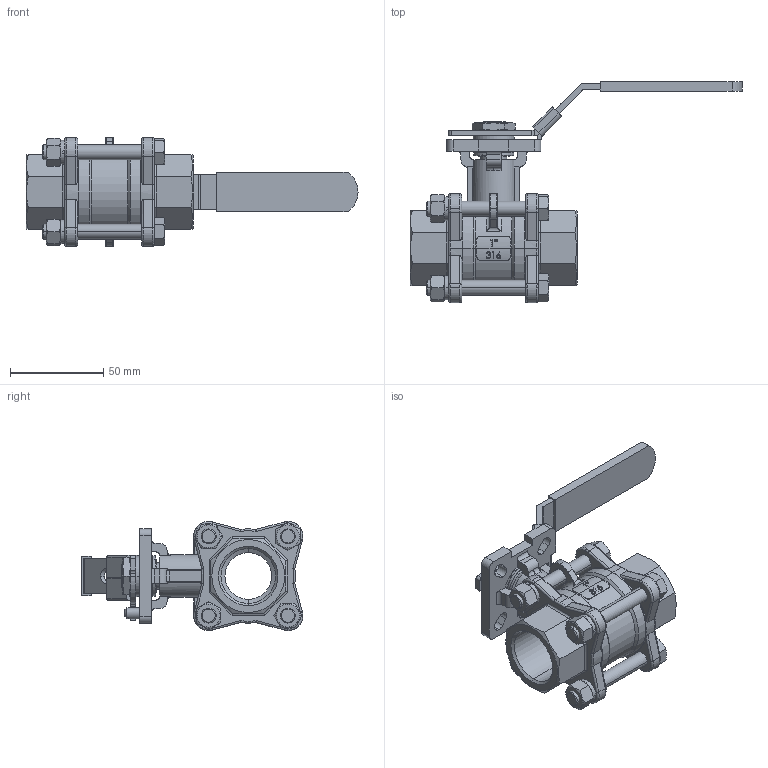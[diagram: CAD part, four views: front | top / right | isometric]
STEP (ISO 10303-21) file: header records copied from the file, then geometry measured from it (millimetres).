
FILE_DESCRIPTION(/* description */ ('Unknown','CAx-IF Rec.Pracs.---Representation and Presentation of Product Manufacturing Information (PMI)---4.0---2014-10-13','CAx-IF Rec.Pracs.---3D Tessellated Geometry---0.4---2014-09-14','2;1'),/* implementation_level */ '2;1');
FILE_NAME(/* name */ '9336-06',/* time_stamp */ '2024-01-24T12:13:49+01:00',/* author */ ('Unknown'),/* organization */ ('Unknown'),/* preprocessor_version */ 'ST-DEVELOPER v18.102',/* originating_system */ 'Solid Edge',/* authorisation */ 'Unknown');
FILE_SCHEMA (('AP242_MANAGED_MODEL_BASED_3D_ENGINEERING_MIM_LF { 1 0 10303 442 1 1 4 }'));
Length unit declared in the file: millimetre
Products named in the file (15): 9336-06; MV-83H-LM-DN25; MV-83H-FS-DN25; Spring lock washers--Normal type GB_GB_FASTENER_WASHER_SW 8; MV-83H-LZ-DN25; MV-83H-T(J)-DN25; MV-83H-G(J)-DN25; MV-83H-DD-DN25; MV-83H-S-DN25; MV-83H-DW-DN25; MV-83H-KZ-DN25; Hexagon nuts grade C GB_GB_FASTENER_NUT_SNC1 M8-N; MV-83H-Z-DN25; MV-83H-PD-DN25; MV-83H-ST-DN25
Assembly tree (26 placements, depth 2):
  9336-06
    MV-83H-LM-DN25  x2
    MV-83H-FS-DN25
    Spring lock washers--Normal type GB_GB_FASTENER_WASHER_SW 8  x4
    MV-83H-LZ-DN25  x4
    MV-83H-T(J)-DN25
    MV-83H-G(J)-DN25  x2
    MV-83H-DD-DN25  x2
    MV-83H-S-DN25
    MV-83H-DW-DN25
    MV-83H-KZ-DN25
    Hexagon nuts grade C GB_GB_FASTENER_NUT_SNC1 M8-N  x4
    MV-83H-Z-DN25
    MV-83H-PD-DN25
    MV-83H-ST-DN25
Bounding box: 177.75 x 118.64 x 58.43 mm (x, y, z)
Volume: 136960.8 mm3; surface area: 81277.9 mm2
Topology: 26 solids, 26 shells, 1128 faces, 2847 edges, 1799 vertices
Faces by surface type: plane 465, cylinder 383, cone 129, torus 89, bspline 62
Entity records: 43051 total; most frequent: CARTESIAN_POINT 22236, ORIENTED_EDGE 4498, DIRECTION 3859, EDGE_CURVE 2249, VERTEX_POINT 1440, AXIS2_PLACEMENT_3D 1424, LINE 1011, VECTOR 1011
